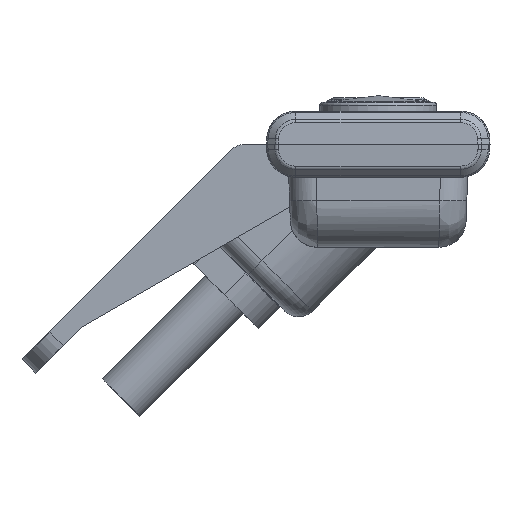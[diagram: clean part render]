
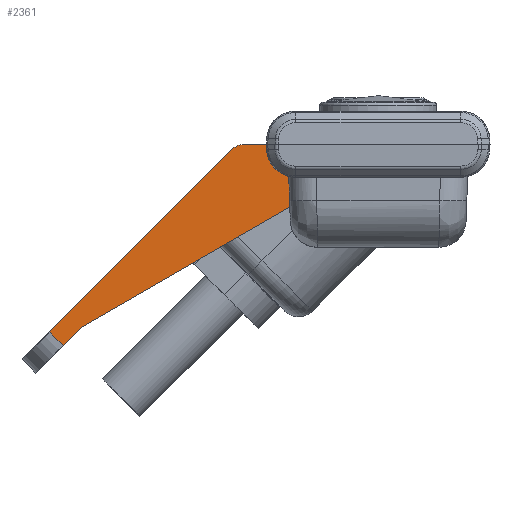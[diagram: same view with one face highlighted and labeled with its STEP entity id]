
A CAD part, left-side view. The second image highlights one B-rep face of the part: STEP entity #2361.
In plain terms, the highlighted planar face has unit normal (-1, 0, 0).
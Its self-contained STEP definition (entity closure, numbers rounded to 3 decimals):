
#1340=CIRCLE('',#23981,3.);
#1364=CIRCLE('',#24020,2.);
#2361=ADVANCED_FACE('',(#4309),#3437,.T.);
#3437=PLANE('',#24021);
#4309=FACE_OUTER_BOUND('',#5632,.T.);
#5632=EDGE_LOOP('',(#9181,#9182,#9183,#9184,#9185,#9186,#9187,#9188,#9189));
#9181=ORIENTED_EDGE('',*,*,#17052,.F.);
#9182=ORIENTED_EDGE('',*,*,#17061,.T.);
#9183=ORIENTED_EDGE('',*,*,#17062,.F.);
#9184=ORIENTED_EDGE('',*,*,#17063,.F.);
#9185=ORIENTED_EDGE('',*,*,#16883,.F.);
#9186=ORIENTED_EDGE('',*,*,#16953,.T.);
#9187=ORIENTED_EDGE('',*,*,#17064,.T.);
#9188=ORIENTED_EDGE('',*,*,#17065,.F.);
#9189=ORIENTED_EDGE('',*,*,#17066,.F.);
#14430=VERTEX_POINT('',#38090);
#14431=VERTEX_POINT('',#38092);
#14488=VERTEX_POINT('',#38339);
#14552=VERTEX_POINT('',#39094);
#14553=VERTEX_POINT('',#39096);
#14559=VERTEX_POINT('',#39173);
#14560=VERTEX_POINT('',#39175);
#14561=VERTEX_POINT('',#39178);
#14562=VERTEX_POINT('',#39180);
#16883=EDGE_CURVE('',#14430,#14431,#19725,.T.);
#16953=EDGE_CURVE('',#14430,#14488,#1340,.T.);
#17052=EDGE_CURVE('',#14552,#14553,#19804,.T.);
#17061=EDGE_CURVE('',#14552,#14559,#19810,.T.);
#17062=EDGE_CURVE('',#14560,#14559,#19811,.T.);
#17063=EDGE_CURVE('',#14431,#14560,#19812,.T.);
#17064=EDGE_CURVE('',#14488,#14561,#19813,.T.);
#17065=EDGE_CURVE('',#14562,#14561,#19814,.T.);
#17066=EDGE_CURVE('',#14553,#14562,#1364,.T.);
#19725=LINE('',#38091,#21790);
#19804=LINE('',#39095,#21869);
#19810=LINE('',#39172,#21875);
#19811=LINE('',#39174,#21876);
#19812=LINE('',#39176,#21877);
#19813=LINE('',#39177,#21878);
#19814=LINE('',#39179,#21879);
#21790=VECTOR('',#26930,1.);
#21869=VECTOR('',#27131,1.);
#21875=VECTOR('',#27143,1.);
#21876=VECTOR('',#27144,1.);
#21877=VECTOR('',#27145,1.);
#21878=VECTOR('',#27146,1.);
#21879=VECTOR('',#27147,1.);
#23981=AXIS2_PLACEMENT_3D('',#38340,#27026,#27027);
#24020=AXIS2_PLACEMENT_3D('',#39181,#27148,#27149);
#24021=AXIS2_PLACEMENT_3D('',#39182,#27150,#27151);
#26930=DIRECTION('',(0.,-0.035,-0.999));
#27026=DIRECTION('',(1.,0.,0.));
#27027=DIRECTION('',(0.,0.,1.));
#27131=DIRECTION('',(0.,-0.707,0.707));
#27143=DIRECTION('',(0.,-0.707,-0.707));
#27144=DIRECTION('',(0.,0.707,-0.707));
#27145=DIRECTION('',(0.,0.866,-0.5));
#27146=DIRECTION('',(0.,0.052,0.999));
#27147=DIRECTION('',(0.,-1.,0.));
#27148=DIRECTION('',(1.,0.,0.));
#27149=DIRECTION('',(0.,0.,1.));
#27150=DIRECTION('',(-1.,0.,0.));
#27151=DIRECTION('',(0.,0.,-1.));
#38090=CARTESIAN_POINT('',(-45.,8.7,-4.911));
#38091=CARTESIAN_POINT('',(-45.,7.92,-27.259));
#38092=CARTESIAN_POINT('',(-45.,8.59,-8.07));
#38339=CARTESIAN_POINT('',(-45.,10.971,-2.157));
#38340=CARTESIAN_POINT('',(-45.,7.975,-2.));
#39094=CARTESIAN_POINT('',(-45.,33.304,-20.904));
#39095=CARTESIAN_POINT('',(-45.,14.,-1.6));
#39096=CARTESIAN_POINT('',(-45.,14.586,-2.186));
#39172=CARTESIAN_POINT('',(-45.,22.446,-31.762));
#39173=CARTESIAN_POINT('',(-45.,31.89,-22.318));
#39174=CARTESIAN_POINT('',(-45.,12.586,-3.014));
#39175=CARTESIAN_POINT('',(-45.,30.008,-20.436));
#39176=CARTESIAN_POINT('',(-45.,36.529,-24.201));
#39177=CARTESIAN_POINT('',(-45.,11.,-1.6));
#39178=CARTESIAN_POINT('',(-45.,11.,-1.6));
#39179=CARTESIAN_POINT('',(-45.,14.25,-1.6));
#39180=CARTESIAN_POINT('',(-45.,13.172,-1.6));
#39181=CARTESIAN_POINT('',(-45.,13.172,-3.6));
#39182=CARTESIAN_POINT('',(-45.,18.305,-27.622));
